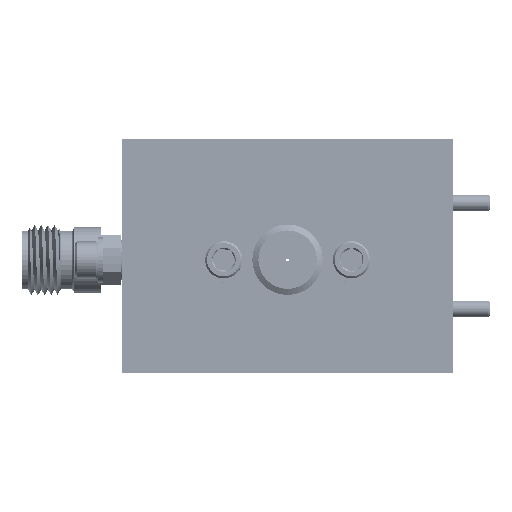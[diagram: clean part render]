
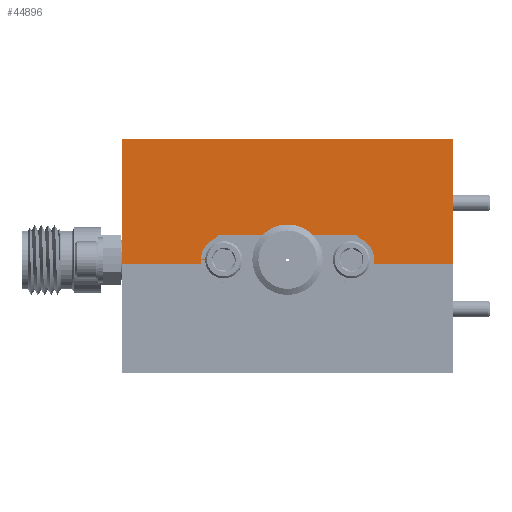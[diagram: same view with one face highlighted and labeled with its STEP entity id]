
A CAD part, top view. The second image highlights one B-rep face of the part: STEP entity #44896.
In plain terms, the highlighted planar face has unit normal (0, 0, 1).
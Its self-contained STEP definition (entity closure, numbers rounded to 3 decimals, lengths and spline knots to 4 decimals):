
#450 = CARTESIAN_POINT ( 'NONE',  ( -0.625, 0.4705, 0.625 ) ) ;
#2517 = AXIS2_PLACEMENT_3D ( 'NONE', #75259, #39267, #90880 ) ;
#3450 = DIRECTION ( 'NONE',  ( 0., 0., -1. ) ) ;
#3671 = CARTESIAN_POINT ( 'NONE',  ( -0.2716, 0., 0.625 ) ) ;
#4072 = AXIS2_PLACEMENT_3D ( 'NONE', #58203, #43577, #43885 ) ;
#4446 = CARTESIAN_POINT ( 'NONE',  ( -0.24, 0.015, 0.625 ) ) ;
#4451 = VERTEX_POINT ( 'NONE', #55436 ) ;
#5337 = ORIENTED_EDGE ( 'NONE', *, *, #25568, .F. ) ;
#5606 = ORIENTED_EDGE ( 'NONE', *, *, #68031, .F. ) ;
#5698 = CARTESIAN_POINT ( 'NONE',  ( 0.036, 0., 0.625 ) ) ;
#6054 = LINE ( 'NONE', #450, #61868 ) ;
#6153 = CARTESIAN_POINT ( 'NONE',  ( -0.24, 0.015, 0.625 ) ) ;
#6305 = ORIENTED_EDGE ( 'NONE', *, *, #92652, .F. ) ;
#6540 = CARTESIAN_POINT ( 'NONE',  ( 0.205, 0.015, 0.625 ) ) ;
#6760 = LINE ( 'NONE', #85264, #92254 ) ;
#7598 = CARTESIAN_POINT ( 'NONE',  ( -0.205, 0.015, 0.625 ) ) ;
#7890 = VERTEX_POINT ( 'NONE', #26121 ) ;
#8143 = ORIENTED_EDGE ( 'NONE', *, *, #24742, .F. ) ;
#8741 = DIRECTION ( 'NONE',  ( 1., 0., 0. ) ) ;
#8792 = VERTEX_POINT ( 'NONE', #3671 ) ;
#11050 = PLANE ( 'NONE',  #35367 ) ;
#11202 = CARTESIAN_POINT ( 'NONE',  ( 0.039, 0.015, 0.625 ) ) ;
#13478 = VERTEX_POINT ( 'NONE', #5698 ) ;
#14490 = DIRECTION ( 'NONE',  ( 0., 0., 1. ) ) ;
#15570 = VERTEX_POINT ( 'NONE', #7598 ) ;
#17812 = CARTESIAN_POINT ( 'NONE',  ( 0., 0.015, 0.625 ) ) ;
#19359 = VECTOR ( 'NONE', #33125, 39.3701 ) ;
#19771 = CARTESIAN_POINT ( 'NONE',  ( -0.24, 0.015, 0.625 ) ) ;
#19827 = DIRECTION ( 'NONE',  ( 1., 0., 0. ) ) ;
#21055 = CARTESIAN_POINT ( 'NONE',  ( -0.625, 0.4705, 0.625 ) ) ;
#21102 = VECTOR ( 'NONE', #8741, 39.3701 ) ;
#21923 = VECTOR ( 'NONE', #84167, 39.3701 ) ;
#22026 = CIRCLE ( 'NONE', #52376, 0.035 ) ;
#22369 = DIRECTION ( 'NONE',  ( 0., -1., 0. ) ) ;
#23410 = ORIENTED_EDGE ( 'NONE', *, *, #57578, .F. ) ;
#23914 = LINE ( 'NONE', #78548, #19359 ) ;
#24096 = ORIENTED_EDGE ( 'NONE', *, *, #90141, .T. ) ;
#24742 = EDGE_CURVE ( 'NONE', #62280, #4451, #60376, .T. ) ;
#25238 = CARTESIAN_POINT ( 'NONE',  ( 0.2084, 0., 0.625 ) ) ;
#25568 = EDGE_CURVE ( 'NONE', #84343, #7890, #23914, .T. ) ;
#25759 = CIRCLE ( 'NONE', #41660, 0.035 ) ;
#26121 = CARTESIAN_POINT ( 'NONE',  ( 0.625, 0.4705, 0.625 ) ) ;
#27968 = ORIENTED_EDGE ( 'NONE', *, *, #28269, .F. ) ;
#28269 = EDGE_CURVE ( 'NONE', #7890, #88099, #91544, .T. ) ;
#28787 = VERTEX_POINT ( 'NONE', #88868 ) ;
#28845 = CARTESIAN_POINT ( 'NONE',  ( 0., 0.015, 0.625 ) ) ;
#29830 = CARTESIAN_POINT ( 'NONE',  ( -0.036, 0., 0.625 ) ) ;
#30065 = VERTEX_POINT ( 'NONE', #74310 ) ;
#30633 = VECTOR ( 'NONE', #67427, 39.3701 ) ;
#31609 = ORIENTED_EDGE ( 'NONE', *, *, #62308, .F. ) ;
#33125 = DIRECTION ( 'NONE',  ( 1., 0., 0. ) ) ;
#34209 = CARTESIAN_POINT ( 'NONE',  ( 0.24, 0.015, 0.625 ) ) ;
#34780 = VERTEX_POINT ( 'NONE', #25238 ) ;
#35367 = AXIS2_PLACEMENT_3D ( 'NONE', #39743, #3450, #76666 ) ;
#36945 = VERTEX_POINT ( 'NONE', #70821 ) ;
#38217 = ORIENTED_EDGE ( 'NONE', *, *, #43346, .F. ) ;
#39267 = DIRECTION ( 'NONE',  ( 0., 0., 1. ) ) ;
#39743 = CARTESIAN_POINT ( 'NONE',  ( 0.625, 0.4705, 0.625 ) ) ;
#40188 = DIRECTION ( 'NONE',  ( 0., 0., 1. ) ) ;
#40796 = AXIS2_PLACEMENT_3D ( 'NONE', #19771, #86089, #63746 ) ;
#41596 = DIRECTION ( 'NONE',  ( 0., 0., 1. ) ) ;
#41660 = AXIS2_PLACEMENT_3D ( 'NONE', #6153, #93453, #19827 ) ;
#41873 = DIRECTION ( 'NONE',  ( 1., 0., 0. ) ) ;
#43346 = EDGE_CURVE ( 'NONE', #49900, #58859, #22026, .T. ) ;
#43577 = DIRECTION ( 'NONE',  ( 0., 0., 1. ) ) ;
#43766 = EDGE_CURVE ( 'NONE', #84343, #30065, #6054, .T. ) ;
#43885 = DIRECTION ( 'NONE',  ( 1., 0., 0. ) ) ;
#44596 = CIRCLE ( 'NONE', #40796, 0.035 ) ;
#44896 = ADVANCED_FACE ( 'NONE', ( #85685 ), #11050, .F. ) ;
#47187 = ORIENTED_EDGE ( 'NONE', *, *, #64862, .T. ) ;
#49072 = CIRCLE ( 'NONE', #77134, 0.039 ) ;
#49900 = VERTEX_POINT ( 'NONE', #64605 ) ;
#50066 = LINE ( 'NONE', #60077, #30633 ) ;
#50948 = DIRECTION ( 'NONE',  ( 1., 0., 0. ) ) ;
#52376 = AXIS2_PLACEMENT_3D ( 'NONE', #77880, #41596, #79137 ) ;
#52976 = CARTESIAN_POINT ( 'NONE',  ( 0.625, 0., 0.625 ) ) ;
#53865 = CARTESIAN_POINT ( 'NONE',  ( 0.625, 0., 0.625 ) ) ;
#54304 = ORIENTED_EDGE ( 'NONE', *, *, #60326, .F. ) ;
#55085 = DIRECTION ( 'NONE',  ( 1., 0., 0. ) ) ;
#55392 = DIRECTION ( 'NONE',  ( 0., 0., 1. ) ) ;
#55436 = CARTESIAN_POINT ( 'NONE',  ( -0.039, 0.015, 0.625 ) ) ;
#57578 = EDGE_CURVE ( 'NONE', #15570, #36945, #25759, .T. ) ;
#58203 = CARTESIAN_POINT ( 'NONE',  ( 0., 0.015, 0.625 ) ) ;
#58857 = AXIS2_PLACEMENT_3D ( 'NONE', #17812, #40188, #85108 ) ;
#58859 = VERTEX_POINT ( 'NONE', #6540 ) ;
#59509 = LINE ( 'NONE', #87583, #64108 ) ;
#59545 = ORIENTED_EDGE ( 'NONE', *, *, #81347, .T. ) ;
#59700 = CIRCLE ( 'NONE', #58857, 0.039 ) ;
#60077 = CARTESIAN_POINT ( 'NONE',  ( 0.625, 0., 0.625 ) ) ;
#60326 = EDGE_CURVE ( 'NONE', #28787, #49900, #90458, .T. ) ;
#60376 = CIRCLE ( 'NONE', #4072, 0.039 ) ;
#61019 = LINE ( 'NONE', #52976, #21102 ) ;
#61868 = VECTOR ( 'NONE', #22369, 39.3701 ) ;
#62280 = VERTEX_POINT ( 'NONE', #11202 ) ;
#62308 = EDGE_CURVE ( 'NONE', #36945, #8792, #44596, .T. ) ;
#63530 = DIRECTION ( 'NONE',  ( 0., 0., 1. ) ) ;
#63746 = DIRECTION ( 'NONE',  ( 1., 0., 0. ) ) ;
#64108 = VECTOR ( 'NONE', #50948, 39.3701 ) ;
#64605 = CARTESIAN_POINT ( 'NONE',  ( 0.275, 0.015, 0.625 ) ) ;
#64862 = EDGE_CURVE ( 'NONE', #28787, #88099, #6760, .T. ) ;
#65507 = DIRECTION ( 'NONE',  ( 1., 0., 0. ) ) ;
#67427 = DIRECTION ( 'NONE',  ( 1., 0., 0. ) ) ;
#68031 = EDGE_CURVE ( 'NONE', #4451, #73699, #49072, .T. ) ;
#69806 = CARTESIAN_POINT ( 'NONE',  ( 0.625, 0.4705, 0.625 ) ) ;
#70717 = EDGE_LOOP ( 'NONE', ( #59545, #31609, #23410, #86942, #81237, #5606, #8143, #74538, #24096, #6305, #38217, #54304, #47187, #27968, #5337, #86230 ) ) ;
#70821 = CARTESIAN_POINT ( 'NONE',  ( -0.275, 0.015, 0.625 ) ) ;
#73699 = VERTEX_POINT ( 'NONE', #29830 ) ;
#74310 = CARTESIAN_POINT ( 'NONE',  ( -0.625, 0., 0.625 ) ) ;
#74538 = ORIENTED_EDGE ( 'NONE', *, *, #85854, .F. ) ;
#75259 = CARTESIAN_POINT ( 'NONE',  ( 0.24, 0.015, 0.625 ) ) ;
#76666 = DIRECTION ( 'NONE',  ( -1., 0., 0. ) ) ;
#77042 = VERTEX_POINT ( 'NONE', #82549 ) ;
#77134 = AXIS2_PLACEMENT_3D ( 'NONE', #28845, #14490, #65507 ) ;
#77578 = DIRECTION ( 'NONE',  ( 1., 0., 0. ) ) ;
#77880 = CARTESIAN_POINT ( 'NONE',  ( 0.24, 0.015, 0.625 ) ) ;
#78548 = CARTESIAN_POINT ( 'NONE',  ( 0.625, 0.4705, 0.625 ) ) ;
#79137 = DIRECTION ( 'NONE',  ( 1., 0., 0. ) ) ;
#79320 = EDGE_CURVE ( 'NONE', #77042, #73699, #59509, .T. ) ;
#80575 = CIRCLE ( 'NONE', #2517, 0.035 ) ;
#81237 = ORIENTED_EDGE ( 'NONE', *, *, #79320, .T. ) ;
#81347 = EDGE_CURVE ( 'NONE', #30065, #8792, #61019, .T. ) ;
#82549 = CARTESIAN_POINT ( 'NONE',  ( -0.2084, 0., 0.625 ) ) ;
#84156 = AXIS2_PLACEMENT_3D ( 'NONE', #4446, #55392, #55085 ) ;
#84167 = DIRECTION ( 'NONE',  ( 0., -1., 0. ) ) ;
#84343 = VERTEX_POINT ( 'NONE', #21055 ) ;
#85108 = DIRECTION ( 'NONE',  ( 1., 0., 0. ) ) ;
#85264 = CARTESIAN_POINT ( 'NONE',  ( 0.625, 0., 0.625 ) ) ;
#85685 = FACE_OUTER_BOUND ( 'NONE', #70717, .T. ) ;
#85854 = EDGE_CURVE ( 'NONE', #13478, #62280, #59700, .T. ) ;
#86089 = DIRECTION ( 'NONE',  ( 0., 0., 1. ) ) ;
#86230 = ORIENTED_EDGE ( 'NONE', *, *, #43766, .T. ) ;
#86942 = ORIENTED_EDGE ( 'NONE', *, *, #89743, .F. ) ;
#87583 = CARTESIAN_POINT ( 'NONE',  ( 0.625, 0., 0.625 ) ) ;
#88099 = VERTEX_POINT ( 'NONE', #53865 ) ;
#88868 = CARTESIAN_POINT ( 'NONE',  ( 0.2716, 0., 0.625 ) ) ;
#89743 = EDGE_CURVE ( 'NONE', #77042, #15570, #90003, .T. ) ;
#90003 = CIRCLE ( 'NONE', #84156, 0.035 ) ;
#90141 = EDGE_CURVE ( 'NONE', #13478, #34780, #50066, .T. ) ;
#90458 = CIRCLE ( 'NONE', #91319, 0.035 ) ;
#90880 = DIRECTION ( 'NONE',  ( 1., 0., 0. ) ) ;
#91319 = AXIS2_PLACEMENT_3D ( 'NONE', #34209, #63530, #41873 ) ;
#91544 = LINE ( 'NONE', #69806, #21923 ) ;
#92254 = VECTOR ( 'NONE', #77578, 39.3701 ) ;
#92652 = EDGE_CURVE ( 'NONE', #58859, #34780, #80575, .T. ) ;
#93453 = DIRECTION ( 'NONE',  ( 0., 0., 1. ) ) ;
